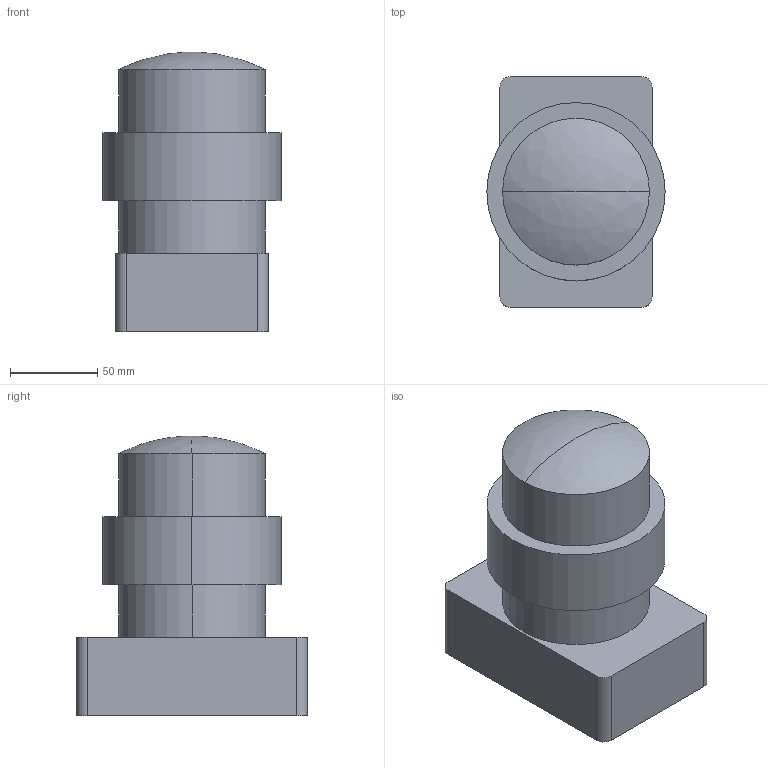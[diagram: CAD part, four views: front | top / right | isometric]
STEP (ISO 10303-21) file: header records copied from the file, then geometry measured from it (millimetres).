
FILE_DESCRIPTION (( 'STEP AP203' ), '1' );
FILE_NAME ('Camera_Default_sldprt.STEP', '2020-08-14T00:47:35', ( '' ), ( '' ), 'SwSTEP 2.0', 'SolidWorks 2017', '' );
FILE_SCHEMA (( 'CONFIG_CONTROL_DESIGN' ));
Length unit declared in the file: millimetre
Products named in the file (1): Camera_Default_sldprt
Bounding box: 102 x 132 x 160 mm (x, y, z)
Volume: 1228058.4 mm3; surface area: 77640.1 mm2
Topology: 1 solids, 1 shells, 20 faces, 46 edges, 29 vertices
Faces by surface type: cylinder 10, plane 8, bspline 2
Entity records: 661 total; most frequent: CARTESIAN_POINT 124, DIRECTION 104, ORIENTED_EDGE 88, EDGE_CURVE 44, AXIS2_PLACEMENT_3D 41, VERTEX_POINT 29, EDGE_LOOP 23, VECTOR 22
